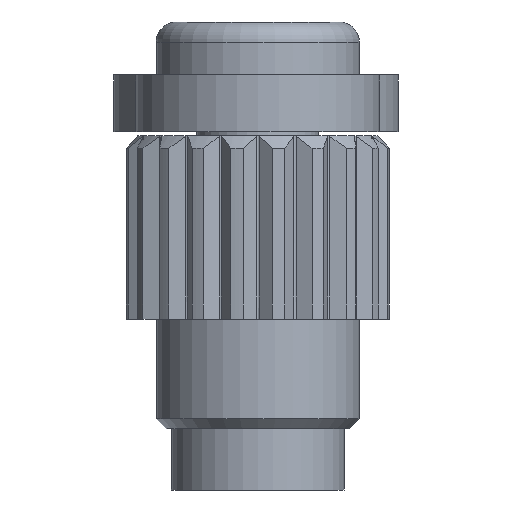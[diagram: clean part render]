
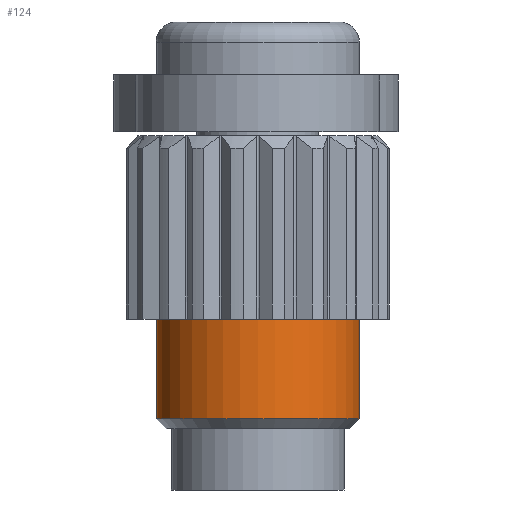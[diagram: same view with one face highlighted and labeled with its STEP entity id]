
A CAD part, front view. The second image highlights one B-rep face of the part: STEP entity #124.
In plain terms, the highlighted cylindrical face has radius 2.5 mm (diameter 5 mm), a partial arc.
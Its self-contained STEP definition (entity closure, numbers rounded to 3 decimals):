
#31 = DIRECTION ( 'NONE',  ( 0., 0., 1. ) ) ;
#117 = EDGE_CURVE ( 'NONE', #1344, #496, #2128, .T. ) ;
#124 = ADVANCED_FACE ( 'NONE', ( #1996 ), #858, .T. ) ;
#180 = AXIS2_PLACEMENT_3D ( 'NONE', #1200, #31, #3917 ) ;
#242 = CARTESIAN_POINT ( 'NONE',  ( 0., 0., -6.95 ) ) ;
#496 = VERTEX_POINT ( 'NONE', #3642 ) ;
#633 = DIRECTION ( 'NONE',  ( -1., 0., 0. ) ) ;
#848 = CARTESIAN_POINT ( 'NONE',  ( 2.5, 0., 0. ) ) ;
#853 = DIRECTION ( 'NONE',  ( 0., 0., 1. ) ) ;
#858 = CYLINDRICAL_SURFACE ( 'NONE', #180, 2.5 ) ;
#1180 = CARTESIAN_POINT ( 'NONE',  ( 2.5, 0., -6.95 ) ) ;
#1200 = CARTESIAN_POINT ( 'NONE',  ( 0., 0., 0. ) ) ;
#1250 = VERTEX_POINT ( 'NONE', #2074 ) ;
#1344 = VERTEX_POINT ( 'NONE', #1180 ) ;
#1365 = VECTOR ( 'NONE', #853, 1000. ) ;
#1514 = VERTEX_POINT ( 'NONE', #4671 ) ;
#1683 = EDGE_CURVE ( 'NONE', #1514, #1250, #3310, .T. ) ;
#1891 = CARTESIAN_POINT ( 'NONE',  ( 0., 0., -4.5 ) ) ;
#1914 = CIRCLE ( 'NONE', #3548, 2.5 ) ;
#1996 = FACE_OUTER_BOUND ( 'NONE', #3562, .T. ) ;
#2073 = ORIENTED_EDGE ( 'NONE', *, *, #4697, .T. ) ;
#2074 = CARTESIAN_POINT ( 'NONE',  ( -2.5, 0., -4.5 ) ) ;
#2128 = LINE ( 'NONE', #848, #4986 ) ;
#2150 = AXIS2_PLACEMENT_3D ( 'NONE', #1891, #4636, #2283 ) ;
#2216 = CIRCLE ( 'NONE', #2150, 2.5 ) ;
#2283 = DIRECTION ( 'NONE',  ( 1., 0., 0. ) ) ;
#2488 = ORIENTED_EDGE ( 'NONE', *, *, #4870, .F. ) ;
#2723 = ORIENTED_EDGE ( 'NONE', *, *, #1683, .F. ) ;
#2732 = DIRECTION ( 'NONE',  ( 0., 0., 1. ) ) ;
#2955 = DIRECTION ( 'NONE',  ( 0., 0., 1. ) ) ;
#3178 = CARTESIAN_POINT ( 'NONE',  ( -2.5, 0., 0. ) ) ;
#3310 = LINE ( 'NONE', #3178, #1365 ) ;
#3548 = AXIS2_PLACEMENT_3D ( 'NONE', #242, #2955, #633 ) ;
#3562 = EDGE_LOOP ( 'NONE', ( #2723, #2073, #3785, #2488 ) ) ;
#3642 = CARTESIAN_POINT ( 'NONE',  ( 2.5, 0., -4.5 ) ) ;
#3785 = ORIENTED_EDGE ( 'NONE', *, *, #117, .T. ) ;
#3917 = DIRECTION ( 'NONE',  ( 1., 0., 0. ) ) ;
#4636 = DIRECTION ( 'NONE',  ( 0., 0., 1. ) ) ;
#4671 = CARTESIAN_POINT ( 'NONE',  ( -2.5, 0., -6.95 ) ) ;
#4697 = EDGE_CURVE ( 'NONE', #1514, #1344, #1914, .T. ) ;
#4870 = EDGE_CURVE ( 'NONE', #1250, #496, #2216, .T. ) ;
#4986 = VECTOR ( 'NONE', #2732, 1000. ) ;
